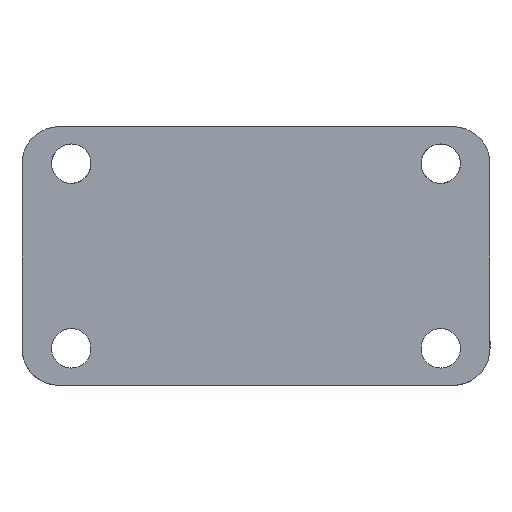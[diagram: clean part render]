
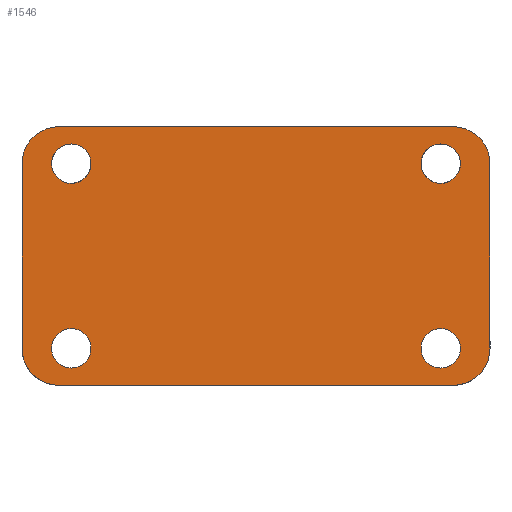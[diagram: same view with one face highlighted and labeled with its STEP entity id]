
A CAD part, front view. The second image highlights one B-rep face of the part: STEP entity #1546.
In plain terms, the highlighted planar face has unit normal (0, -1, 0).
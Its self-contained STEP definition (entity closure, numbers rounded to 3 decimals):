
#25=FACE_BOUND('',#418,.T.);
#26=FACE_BOUND('',#419,.T.);
#27=FACE_BOUND('',#420,.T.);
#28=FACE_BOUND('',#421,.T.);
#62=PLANE('',#1706);
#88=LINE('',#2970,#163);
#100=LINE('',#3141,#175);
#122=LINE('',#3838,#197);
#126=LINE('',#3847,#201);
#163=VECTOR('',#1842,10.);
#175=VECTOR('',#1880,10.);
#197=VECTOR('',#1978,10.);
#201=VECTOR('',#1988,10.);
#327=FACE_OUTER_BOUND('',#417,.T.);
#417=EDGE_LOOP('',(#1412,#1413,#1414,#1415,#1416,#1417,#1418,#1419));
#418=EDGE_LOOP('',(#1420));
#419=EDGE_LOOP('',(#1421));
#420=EDGE_LOOP('',(#1422));
#421=EDGE_LOOP('',(#1423));
#542=CIRCLE('',#1650,3.);
#546=CIRCLE('',#1655,3.);
#563=CIRCLE('',#1689,3.);
#564=CIRCLE('',#1691,3.);
#570=CIRCLE('',#1707,1.6);
#571=CIRCLE('',#1708,1.6);
#572=CIRCLE('',#1709,1.6);
#573=CIRCLE('',#1710,1.6);
#644=VERTEX_POINT('',#2967);
#645=VERTEX_POINT('',#2969);
#661=VERTEX_POINT('',#3138);
#662=VERTEX_POINT('',#3140);
#687=VERTEX_POINT('',#3409);
#693=VERTEX_POINT('',#3561);
#705=VERTEX_POINT('',#3836);
#707=VERTEX_POINT('',#3846);
#723=VERTEX_POINT('',#4059);
#724=VERTEX_POINT('',#4061);
#725=VERTEX_POINT('',#4063);
#726=VERTEX_POINT('',#4065);
#823=EDGE_CURVE('',#645,#644,#88,.T.);
#848=EDGE_CURVE('',#662,#661,#100,.T.);
#886=EDGE_CURVE('',#687,#644,#542,.T.);
#893=EDGE_CURVE('',#645,#693,#546,.T.);
#917=EDGE_CURVE('',#687,#705,#122,.T.);
#921=EDGE_CURVE('',#707,#693,#126,.T.);
#946=EDGE_CURVE('',#707,#661,#563,.T.);
#947=EDGE_CURVE('',#662,#705,#564,.T.);
#958=EDGE_CURVE('',#723,#723,#570,.T.);
#959=EDGE_CURVE('',#724,#724,#571,.T.);
#960=EDGE_CURVE('',#725,#725,#572,.T.);
#961=EDGE_CURVE('',#726,#726,#573,.T.);
#1412=ORIENTED_EDGE('',*,*,#886,.F.);
#1413=ORIENTED_EDGE('',*,*,#917,.T.);
#1414=ORIENTED_EDGE('',*,*,#947,.F.);
#1415=ORIENTED_EDGE('',*,*,#848,.T.);
#1416=ORIENTED_EDGE('',*,*,#946,.F.);
#1417=ORIENTED_EDGE('',*,*,#921,.T.);
#1418=ORIENTED_EDGE('',*,*,#893,.F.);
#1419=ORIENTED_EDGE('',*,*,#823,.T.);
#1420=ORIENTED_EDGE('',*,*,#958,.F.);
#1421=ORIENTED_EDGE('',*,*,#959,.F.);
#1422=ORIENTED_EDGE('',*,*,#960,.F.);
#1423=ORIENTED_EDGE('',*,*,#961,.F.);
#1546=ADVANCED_FACE('',(#327,#25,#26,#27,#28),#62,.F.);
#1650=AXIS2_PLACEMENT_3D('',#3411,#1940,#1941);
#1655=AXIS2_PLACEMENT_3D('',#3562,#1950,#1951);
#1689=AXIS2_PLACEMENT_3D('',#4033,#2031,#2032);
#1691=AXIS2_PLACEMENT_3D('',#4035,#2035,#2036);
#1706=AXIS2_PLACEMENT_3D('',#4058,#2070,#2071);
#1707=AXIS2_PLACEMENT_3D('',#4060,#2072,#2073);
#1708=AXIS2_PLACEMENT_3D('',#4062,#2074,#2075);
#1709=AXIS2_PLACEMENT_3D('',#4064,#2076,#2077);
#1710=AXIS2_PLACEMENT_3D('',#4066,#2078,#2079);
#1842=DIRECTION('',(1.,0.,0.));
#1880=DIRECTION('',(-1.,0.,0.));
#1940=DIRECTION('center_axis',(0.,1.,0.));
#1941=DIRECTION('ref_axis',(0.707,0.,-0.707));
#1950=DIRECTION('center_axis',(0.,1.,0.));
#1951=DIRECTION('ref_axis',(-0.707,0.,-0.707));
#1978=DIRECTION('',(0.,0.,1.));
#1988=DIRECTION('',(0.,0.,-1.));
#2031=DIRECTION('center_axis',(0.,1.,0.));
#2032=DIRECTION('ref_axis',(-0.707,0.,0.707));
#2035=DIRECTION('center_axis',(0.,1.,0.));
#2036=DIRECTION('ref_axis',(0.707,0.,0.707));
#2070=DIRECTION('center_axis',(0.,1.,0.));
#2071=DIRECTION('ref_axis',(-1.,0.,0.));
#2072=DIRECTION('center_axis',(0.,-1.,0.));
#2073=DIRECTION('ref_axis',(-1.,0.,0.));
#2074=DIRECTION('center_axis',(0.,-1.,0.));
#2075=DIRECTION('ref_axis',(-1.,0.,0.));
#2076=DIRECTION('center_axis',(0.,-1.,0.));
#2077=DIRECTION('ref_axis',(-1.,0.,0.));
#2078=DIRECTION('center_axis',(0.,-1.,0.));
#2079=DIRECTION('ref_axis',(-1.,0.,0.));
#2967=CARTESIAN_POINT('',(34.82,287.819,204.565));
#2969=CARTESIAN_POINT('',(2.82,287.819,204.565));
#2970=CARTESIAN_POINT('',(0.82,287.819,204.565));
#3138=CARTESIAN_POINT('',(2.82,287.819,225.565));
#3140=CARTESIAN_POINT('',(34.82,287.819,225.565));
#3141=CARTESIAN_POINT('',(36.82,287.819,225.565));
#3409=CARTESIAN_POINT('',(37.82,287.819,207.565));
#3411=CARTESIAN_POINT('Origin',(34.82,287.819,207.565));
#3561=CARTESIAN_POINT('',(-0.18,287.819,207.565));
#3562=CARTESIAN_POINT('Origin',(2.82,287.819,207.565));
#3836=CARTESIAN_POINT('',(37.82,287.819,222.565));
#3838=CARTESIAN_POINT('',(37.82,287.819,220.315));
#3846=CARTESIAN_POINT('',(-0.18,287.819,222.565));
#3847=CARTESIAN_POINT('',(-0.18,287.819,209.815));
#4033=CARTESIAN_POINT('Origin',(2.82,287.819,222.565));
#4035=CARTESIAN_POINT('Origin',(34.82,287.819,222.565));
#4058=CARTESIAN_POINT('Origin',(18.82,287.819,215.065));
#4059=CARTESIAN_POINT('',(5.42,287.819,207.565));
#4060=CARTESIAN_POINT('Origin',(3.82,287.819,207.565));
#4061=CARTESIAN_POINT('',(35.42,287.819,222.565));
#4062=CARTESIAN_POINT('Origin',(33.82,287.819,222.565));
#4063=CARTESIAN_POINT('',(35.42,287.819,207.565));
#4064=CARTESIAN_POINT('Origin',(33.82,287.819,207.565));
#4065=CARTESIAN_POINT('',(5.42,287.819,222.565));
#4066=CARTESIAN_POINT('Origin',(3.82,287.819,222.565));
